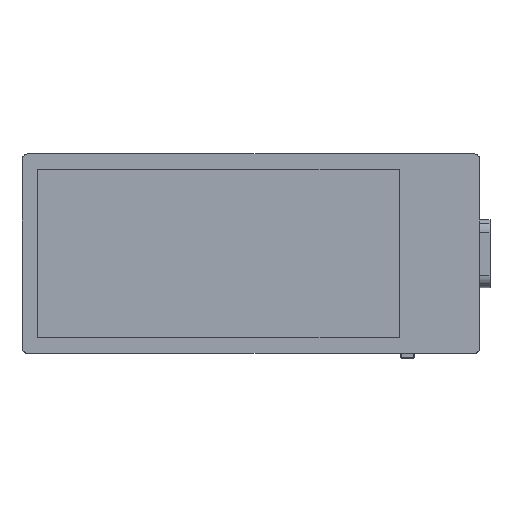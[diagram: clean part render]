
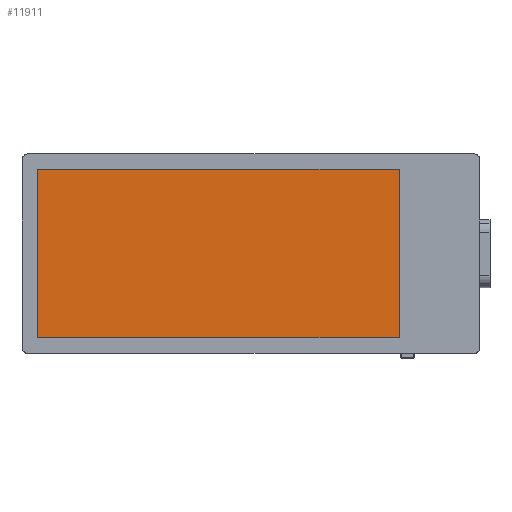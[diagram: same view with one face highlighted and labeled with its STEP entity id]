
A CAD part, top view. The second image highlights one B-rep face of the part: STEP entity #11911.
In plain terms, the highlighted planar face has unit normal (0, 0, 1).
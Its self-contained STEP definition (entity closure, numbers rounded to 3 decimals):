
#835=FACE_OUTER_BOUND('',#1531,.T.);
#1531=EDGE_LOOP('',(#10536,#10537,#10538,#10539));
#3094=LINE('',#18899,#4676);
#3095=LINE('',#18901,#4677);
#3096=LINE('',#18903,#4678);
#3097=LINE('',#18904,#4679);
#4676=VECTOR('',#15594,10.);
#4677=VECTOR('',#15595,10.);
#4678=VECTOR('',#15596,10.);
#4679=VECTOR('',#15597,10.);
#5682=VERTEX_POINT('',#18897);
#5683=VERTEX_POINT('',#18898);
#5684=VERTEX_POINT('',#18900);
#5685=VERTEX_POINT('',#18902);
#7308=EDGE_CURVE('',#5682,#5683,#3094,.T.);
#7309=EDGE_CURVE('',#5683,#5684,#3095,.T.);
#7310=EDGE_CURVE('',#5684,#5685,#3096,.T.);
#7311=EDGE_CURVE('',#5685,#5682,#3097,.T.);
#10536=ORIENTED_EDGE('',*,*,#7308,.T.);
#10537=ORIENTED_EDGE('',*,*,#7309,.T.);
#10538=ORIENTED_EDGE('',*,*,#7310,.T.);
#10539=ORIENTED_EDGE('',*,*,#7311,.T.);
#11263=PLANE('',#12643);
#11911=ADVANCED_FACE('',(#835),#11263,.T.);
#12643=AXIS2_PLACEMENT_3D('',#18896,#15592,#15593);
#15592=DIRECTION('center_axis',(0.,0.,1.));
#15593=DIRECTION('ref_axis',(1.,0.,0.));
#15594=DIRECTION('',(0.,-1.,0.));
#15595=DIRECTION('',(1.,0.,0.));
#15596=DIRECTION('',(0.,1.,0.));
#15597=DIRECTION('',(-1.,0.,0.));
#18896=CARTESIAN_POINT('Origin',(2.262,-4.888,0.05));
#18897=CARTESIAN_POINT('',(-21.238,6.062,0.05));
#18898=CARTESIAN_POINT('',(-21.238,-15.838,0.05));
#18899=CARTESIAN_POINT('',(-21.238,6.062,0.05));
#18900=CARTESIAN_POINT('',(25.762,-15.838,0.05));
#18901=CARTESIAN_POINT('',(-21.238,-15.838,0.05));
#18902=CARTESIAN_POINT('',(25.762,6.062,0.05));
#18903=CARTESIAN_POINT('',(25.762,6.062,0.05));
#18904=CARTESIAN_POINT('',(-21.238,6.062,0.05));
